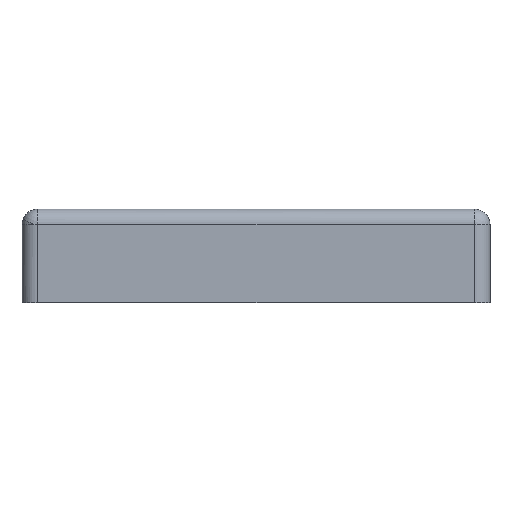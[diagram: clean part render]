
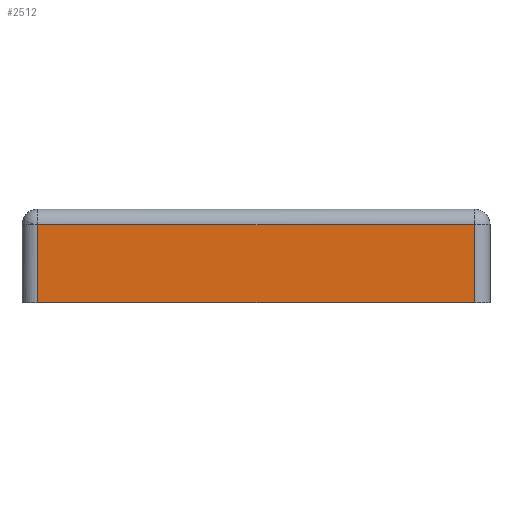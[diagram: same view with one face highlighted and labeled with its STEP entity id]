
A CAD part, left-side view. The second image highlights one B-rep face of the part: STEP entity #2512.
In plain terms, the highlighted planar face has unit normal (-1, 0, 0).
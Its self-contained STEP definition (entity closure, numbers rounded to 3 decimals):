
#635 = DIRECTION ( 'NONE',  ( 0., 1., 0. ) ) ;
#721 = CARTESIAN_POINT ( 'NONE',  ( -30., 30., 0. ) ) ;
#815 = PLANE ( 'NONE',  #4171 ) ;
#937 = DIRECTION ( 'NONE',  ( 1., 0., 0. ) ) ;
#989 = DIRECTION ( 'NONE',  ( 0., 1., 0. ) ) ;
#1137 = FACE_OUTER_BOUND ( 'NONE', #5650, .T. ) ;
#1613 = CARTESIAN_POINT ( 'NONE',  ( -30., -28., 0. ) ) ;
#1811 = VERTEX_POINT ( 'NONE', #3812 ) ;
#2269 = VERTEX_POINT ( 'NONE', #1613 ) ;
#2446 = LINE ( 'NONE', #4032, #2514 ) ;
#2512 = ADVANCED_FACE ( 'NONE', ( #1137 ), #815, .F. ) ;
#2514 = VECTOR ( 'NONE', #6736, 1000. ) ;
#2529 = LINE ( 'NONE', #6333, #2576 ) ;
#2576 = VECTOR ( 'NONE', #6781, 1000. ) ;
#2824 = LINE ( 'NONE', #721, #2841 ) ;
#2841 = VECTOR ( 'NONE', #635, 1000. ) ;
#3163 = ORIENTED_EDGE ( 'NONE', *, *, #3364, .F. ) ;
#3218 = LINE ( 'NONE', #6898, #3284 ) ;
#3284 = VECTOR ( 'NONE', #6941, 1000. ) ;
#3364 = EDGE_CURVE ( 'NONE', #5191, #2269, #2446, .T. ) ;
#3371 = EDGE_CURVE ( 'NONE', #5902, #1811, #2529, .T. ) ;
#3431 = EDGE_CURVE ( 'NONE', #2269, #5902, #2824, .T. ) ;
#3505 = EDGE_CURVE ( 'NONE', #1811, #5191, #3218, .T. ) ;
#3812 = CARTESIAN_POINT ( 'NONE',  ( -30., 28., 10. ) ) ;
#3986 = CARTESIAN_POINT ( 'NONE',  ( -30., 28., 0. ) ) ;
#4032 = CARTESIAN_POINT ( 'NONE',  ( -30., -28., 12. ) ) ;
#4171 = AXIS2_PLACEMENT_3D ( 'NONE', #4358, #937, #989 ) ;
#4358 = CARTESIAN_POINT ( 'NONE',  ( -30., 30., 12. ) ) ;
#4943 = ORIENTED_EDGE ( 'NONE', *, *, #3431, .F. ) ;
#5191 = VERTEX_POINT ( 'NONE', #6195 ) ;
#5301 = ORIENTED_EDGE ( 'NONE', *, *, #3371, .F. ) ;
#5650 = EDGE_LOOP ( 'NONE', ( #5301, #4943, #3163, #6942 ) ) ;
#5902 = VERTEX_POINT ( 'NONE', #3986 ) ;
#6195 = CARTESIAN_POINT ( 'NONE',  ( -30., -28., 10. ) ) ;
#6333 = CARTESIAN_POINT ( 'NONE',  ( -30., 28., 12. ) ) ;
#6736 = DIRECTION ( 'NONE',  ( 0., 0., -1. ) ) ;
#6781 = DIRECTION ( 'NONE',  ( 0., 0., 1. ) ) ;
#6898 = CARTESIAN_POINT ( 'NONE',  ( -30., 30., 10. ) ) ;
#6941 = DIRECTION ( 'NONE',  ( 0., -1., 0. ) ) ;
#6942 = ORIENTED_EDGE ( 'NONE', *, *, #3505, .F. ) ;
